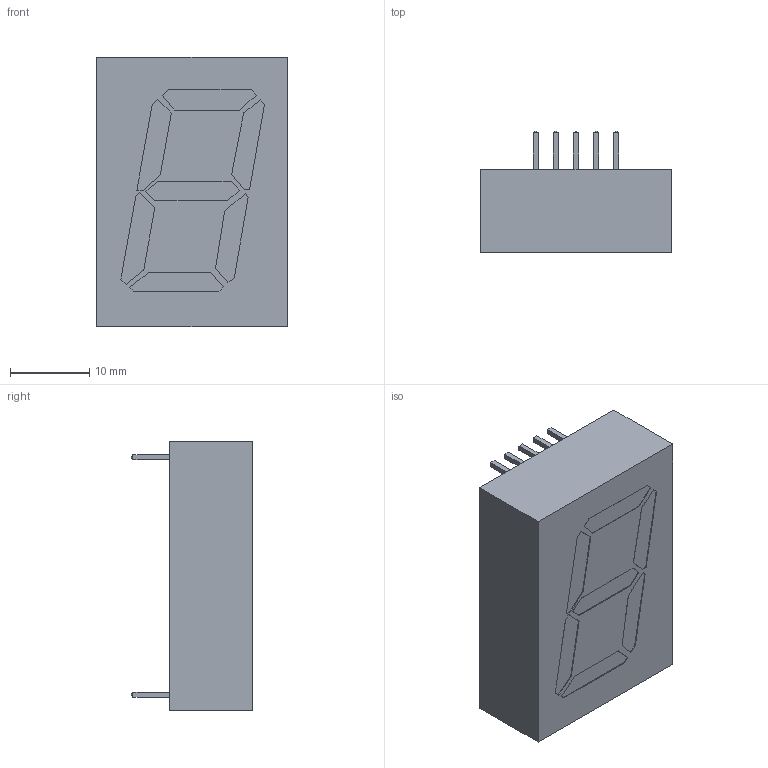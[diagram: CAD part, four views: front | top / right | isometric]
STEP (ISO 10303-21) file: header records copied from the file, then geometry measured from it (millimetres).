
FILE_DESCRIPTION(/* description */ (''),/* implementation_level */ '2;1');
FILE_NAME(/* name */ '7segmentDisplay.step',/* time_stamp */ '2024-10-13T20:34:37-04:00',/* author */ (''),/* organization */ (''),/* preprocessor_version */ 'ST-DEVELOPER v20',/* originating_system */ 'Autodesk Translation Framework v13.20.0.188',/* authorisation */ '');
FILE_SCHEMA (('AUTOMOTIVE_DESIGN { 1 0 10303 214 3 1 1 }'));
Length unit declared in the file: millimetre
Products named in the file (1): 7segmentDisplay
Bounding box: 24 x 15.3 x 34.06 mm (x, y, z)
Volume: 8585.2 mm3; surface area: 2993.2 mm2
Topology: 1 solids, 1 shells, 145 faces, 338 edges, 212 vertices
Faces by surface type: plane 145
Entity records: 4032 total; most frequent: CARTESIAN_POINT 696, ORIENTED_EDGE 676, DIRECTION 630, LINE 338, VECTOR 338, EDGE_CURVE 338, VERTEX_POINT 212, EDGE_LOOP 162
